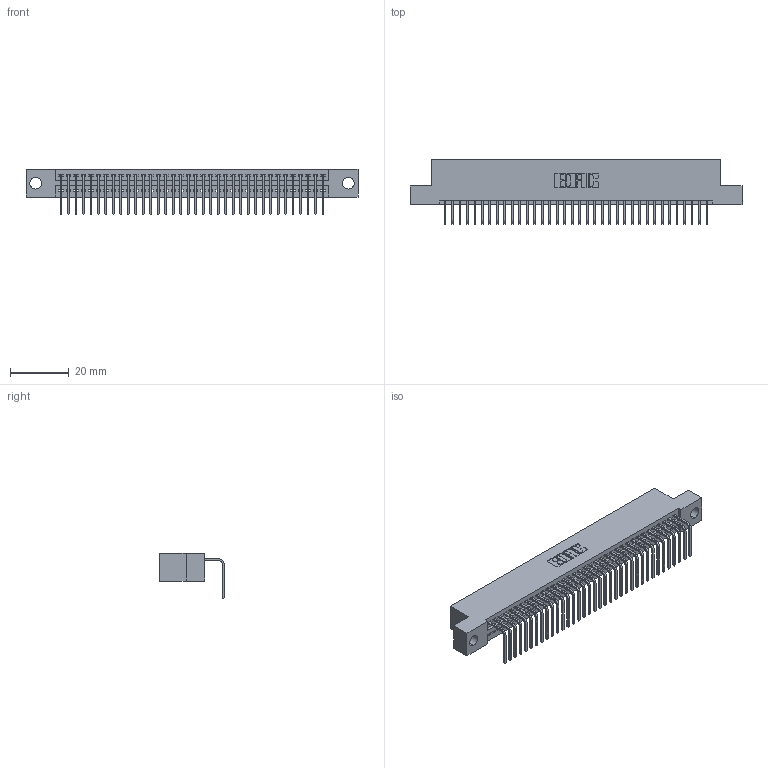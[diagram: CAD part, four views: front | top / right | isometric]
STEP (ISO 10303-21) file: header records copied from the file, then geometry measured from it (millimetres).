
FILE_DESCRIPTION (( 'STEP AP203' ), '1' );
FILE_NAME ('395-036-558-104.STEP', '2021-06-11T14:40:15', ( '' ), ( '' ), 'SwSTEP 2.0', 'SolidWorks 2020', '' );
FILE_SCHEMA (( 'CONFIG_CONTROL_DESIGN' ));
Length unit declared in the file: inch
Products named in the file (3): 345 Part_Flush Mounting Lugs - 0.156 Dia-TI; 395-036-558-104; 345-292-001_558 Tail - 2
Assembly tree (37 placements, depth 2):
  395-036-558-104
    345 Part_Flush Mounting Lugs - 0.156 Dia-TI
    345-292-001_558 Tail - 2  x36
Bounding box: 112.65 x 21.83 x 15.37 mm (x, y, z)
Volume: 10664.4 mm3; surface area: 14637.7 mm2
Topology: 37 solids, 37 shells, 2300 faces, 6929 edges, 4570 vertices
Faces by surface type: plane 1606, cylinder 694
Entity records: 28405 total; most frequent: CARTESIAN_POINT 4930, ORIENTED_EDGE 4898, DIRECTION 4313, EDGE_CURVE 2449, VECTOR 2173, LINE 2173, VERTEX_POINT 1630, AXIS2_PLACEMENT_3D 1070
